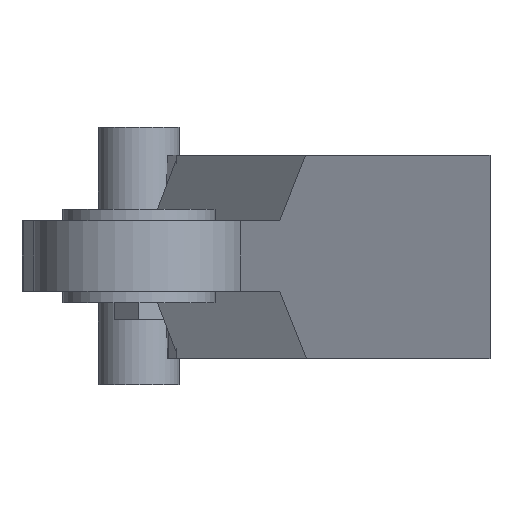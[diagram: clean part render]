
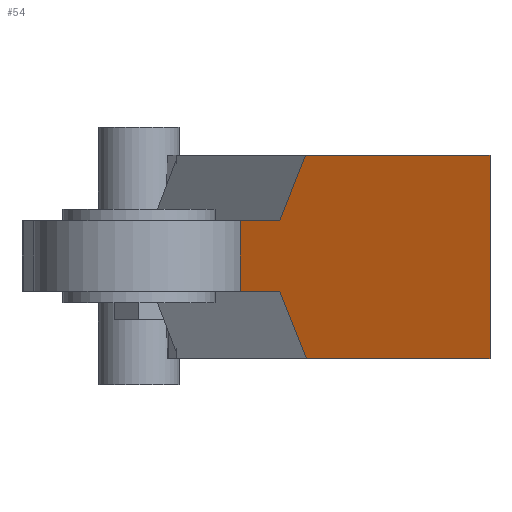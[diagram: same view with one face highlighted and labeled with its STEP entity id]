
A CAD part, front view. The second image highlights one B-rep face of the part: STEP entity #54.
In plain terms, the highlighted planar face has unit normal (0.96, -0.282, 0).
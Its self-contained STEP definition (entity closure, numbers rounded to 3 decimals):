
#3 = CARTESIAN_POINT ( 'NONE',  ( 185., 470.3, 30. ) ) ;
#13 = DIRECTION ( 'NONE',  ( 0., 0., 1. ) ) ;
#19 = DIRECTION ( 'NONE',  ( 0.282, 0.959, 0. ) ) ;
#28 = DIRECTION ( 'NONE',  ( 0., 0., 1. ) ) ;
#52 = LINE ( 'NONE', #503, #153 ) ;
#54 = ADVANCED_FACE ( 'NONE', ( #1038 ), #925, .F. ) ;
#55 = EDGE_LOOP ( 'NONE', ( #1090, #1443, #551, #76, #903, #1204, #839, #534 ) ) ;
#65 = CARTESIAN_POINT ( 'NONE',  ( 185., 470.3, 30. ) ) ;
#76 = ORIENTED_EDGE ( 'NONE', *, *, #572, .T. ) ;
#83 = LINE ( 'NONE', #436, #1048 ) ;
#85 = VERTEX_POINT ( 'NONE', #1416 ) ;
#89 = VERTEX_POINT ( 'NONE', #147 ) ;
#130 = CARTESIAN_POINT ( 'NONE',  ( 71.551, 83.948, -29. ) ) ;
#147 = CARTESIAN_POINT ( 'NONE',  ( 43.177, -12.679, 30. ) ) ;
#149 = LINE ( 'NONE', #269, #710 ) ;
#153 = VECTOR ( 'NONE', #850, 1000. ) ;
#157 = CARTESIAN_POINT ( 'NONE',  ( 150., 351.107, 30. ) ) ;
#164 = CARTESIAN_POINT ( 'NONE',  ( 60.114, 45., 0. ) ) ;
#269 = CARTESIAN_POINT ( 'NONE',  ( 60.114, 45., 0. ) ) ;
#301 = CARTESIAN_POINT ( 'NONE',  ( 43.177, -12.679, 0. ) ) ;
#318 = CARTESIAN_POINT ( 'NONE',  ( 155.403, 369.509, 271.626 ) ) ;
#326 = AXIS2_PLACEMENT_3D ( 'NONE', #3, #798, #13 ) ;
#350 = EDGE_CURVE ( 'NONE', #1450, #566, #916, .T. ) ;
#356 = LINE ( 'NONE', #157, #1312 ) ;
#403 = VECTOR ( 'NONE', #19, 1000. ) ;
#421 = DIRECTION ( 'NONE',  ( -0.229, -0.781, -0.581 ) ) ;
#436 = CARTESIAN_POINT ( 'NONE',  ( 60.114, 45., 58. ) ) ;
#503 = CARTESIAN_POINT ( 'NONE',  ( 60.114, 45., -29. ) ) ;
#534 = ORIENTED_EDGE ( 'NONE', *, *, #1178, .T. ) ;
#551 = ORIENTED_EDGE ( 'NONE', *, *, #1379, .F. ) ;
#557 = DIRECTION ( 'NONE',  ( 0.282, 0.959, 0. ) ) ;
#566 = VERTEX_POINT ( 'NONE', #164 ) ;
#571 = VECTOR ( 'NONE', #1319, 1000. ) ;
#572 = EDGE_CURVE ( 'NONE', #1351, #85, #625, .T. ) ;
#625 = LINE ( 'NONE', #318, #1006 ) ;
#646 = CARTESIAN_POINT ( 'NONE',  ( 71.156, 82.605, 58. ) ) ;
#654 = CARTESIAN_POINT ( 'NONE',  ( 150., 351.107, -29. ) ) ;
#658 = EDGE_CURVE ( 'NONE', #89, #1450, #776, .T. ) ;
#710 = VECTOR ( 'NONE', #1276, 1000. ) ;
#776 = LINE ( 'NONE', #1459, #1145 ) ;
#798 = DIRECTION ( 'NONE',  ( -0.959, 0.282, 0. ) ) ;
#828 = VERTEX_POINT ( 'NONE', #130 ) ;
#839 = ORIENTED_EDGE ( 'NONE', *, *, #350, .T. ) ;
#850 = DIRECTION ( 'NONE',  ( 0.282, 0.959, 0. ) ) ;
#873 = EDGE_CURVE ( 'NONE', #89, #85, #970, .T. ) ;
#903 = ORIENTED_EDGE ( 'NONE', *, *, #873, .F. ) ;
#916 = LINE ( 'NONE', #1180, #403 ) ;
#925 = PLANE ( 'NONE',  #326 ) ;
#970 = LINE ( 'NONE', #65, #571 ) ;
#1006 = VECTOR ( 'NONE', #421, 1000. ) ;
#1038 = FACE_OUTER_BOUND ( 'NONE', #55, .T. ) ;
#1048 = VECTOR ( 'NONE', #557, 1000. ) ;
#1090 = ORIENTED_EDGE ( 'NONE', *, *, #1279, .T. ) ;
#1122 = DIRECTION ( 'NONE',  ( 0., 0., -1. ) ) ;
#1145 = VECTOR ( 'NONE', #1122, 1000. ) ;
#1178 = EDGE_CURVE ( 'NONE', #566, #828, #149, .T. ) ;
#1180 = CARTESIAN_POINT ( 'NONE',  ( 185., 470.3, 0. ) ) ;
#1202 = EDGE_CURVE ( 'NONE', #1326, #1332, #356, .T. ) ;
#1204 = ORIENTED_EDGE ( 'NONE', *, *, #658, .T. ) ;
#1276 = DIRECTION ( 'NONE',  ( 0.229, 0.781, -0.581 ) ) ;
#1279 = EDGE_CURVE ( 'NONE', #828, #1326, #52, .T. ) ;
#1312 = VECTOR ( 'NONE', #28, 1000. ) ;
#1319 = DIRECTION ( 'NONE',  ( 0.282, 0.959, 0. ) ) ;
#1326 = VERTEX_POINT ( 'NONE', #654 ) ;
#1332 = VERTEX_POINT ( 'NONE', #1449 ) ;
#1351 = VERTEX_POINT ( 'NONE', #646 ) ;
#1379 = EDGE_CURVE ( 'NONE', #1351, #1332, #83, .T. ) ;
#1416 = CARTESIAN_POINT ( 'NONE',  ( 60.114, 45., 30. ) ) ;
#1443 = ORIENTED_EDGE ( 'NONE', *, *, #1202, .T. ) ;
#1449 = CARTESIAN_POINT ( 'NONE',  ( 150., 351.107, 58. ) ) ;
#1450 = VERTEX_POINT ( 'NONE', #301 ) ;
#1459 = CARTESIAN_POINT ( 'NONE',  ( 43.177, -12.679, 30. ) ) ;
